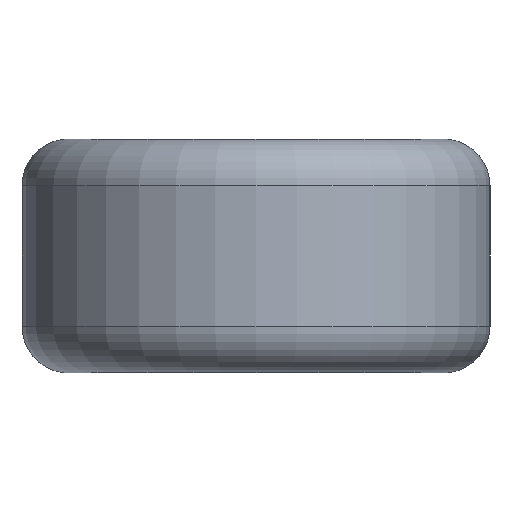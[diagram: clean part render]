
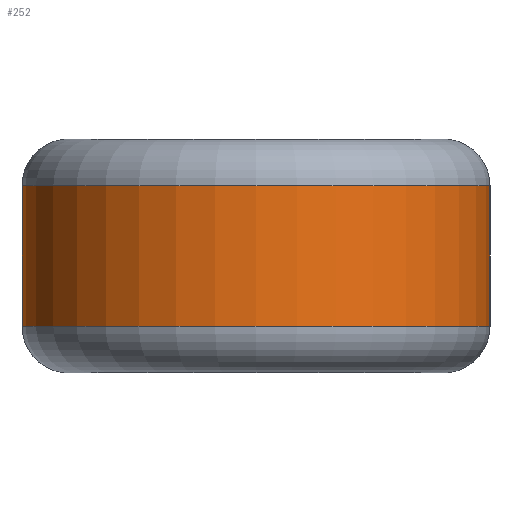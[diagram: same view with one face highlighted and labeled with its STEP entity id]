
A CAD part, left-side view. The second image highlights one B-rep face of the part: STEP entity #252.
In plain terms, the highlighted cylindrical face has radius 5 mm (diameter 10 mm), a partial arc.
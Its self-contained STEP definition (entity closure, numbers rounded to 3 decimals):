
#38=FACE_OUTER_BOUND('',#56,.T.);
#56=EDGE_LOOP('',(#211,#212,#213,#214));
#69=LINE('',#428,#83);
#74=LINE('',#455,#88);
#83=VECTOR('',#345,10.);
#88=VECTOR('',#380,10.);
#97=CIRCLE('',#281,5.);
#106=CIRCLE('',#295,5.);
#112=VERTEX_POINT('',#398);
#117=VERTEX_POINT('',#412);
#121=VERTEX_POINT('',#427);
#126=VERTEX_POINT('',#442);
#141=EDGE_CURVE('',#117,#112,#97,.T.);
#146=EDGE_CURVE('',#112,#121,#69,.T.);
#155=EDGE_CURVE('',#121,#126,#106,.T.);
#160=EDGE_CURVE('',#117,#126,#74,.T.);
#211=ORIENTED_EDGE('',*,*,#141,.F.);
#212=ORIENTED_EDGE('',*,*,#160,.T.);
#213=ORIENTED_EDGE('',*,*,#155,.F.);
#214=ORIENTED_EDGE('',*,*,#146,.F.);
#238=CYLINDRICAL_SURFACE('',#300,5.);
#252=ADVANCED_FACE('',(#38),#238,.T.);
#281=AXIS2_PLACEMENT_3D('',#418,#333,#334);
#295=AXIS2_PLACEMENT_3D('',#446,#366,#367);
#300=AXIS2_PLACEMENT_3D('',#454,#378,#379);
#333=DIRECTION('center_axis',(0.,0.,-1.));
#334=DIRECTION('ref_axis',(-1.,0.,0.));
#345=DIRECTION('',(0.,0.,1.));
#366=DIRECTION('center_axis',(0.,0.,1.));
#367=DIRECTION('ref_axis',(-1.,0.,0.));
#378=DIRECTION('center_axis',(0.,0.,1.));
#379=DIRECTION('ref_axis',(-1.,0.,0.));
#380=DIRECTION('',(0.,0.,1.));
#398=CARTESIAN_POINT('',(0.,5.,1.));
#412=CARTESIAN_POINT('',(0.,-5.,1.));
#418=CARTESIAN_POINT('Origin',(0.,0.,1.));
#427=CARTESIAN_POINT('',(0.,5.,4.));
#428=CARTESIAN_POINT('',(0.,5.,0.));
#442=CARTESIAN_POINT('',(0.,-5.,4.));
#446=CARTESIAN_POINT('Origin',(0.,0.,4.));
#454=CARTESIAN_POINT('Origin',(0.,0.,0.));
#455=CARTESIAN_POINT('',(0.,-5.,0.));
